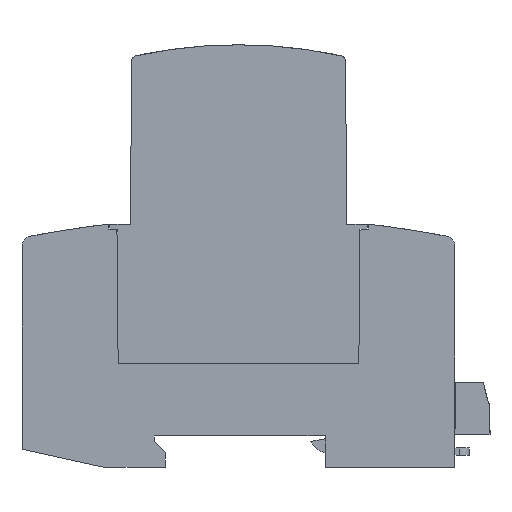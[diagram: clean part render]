
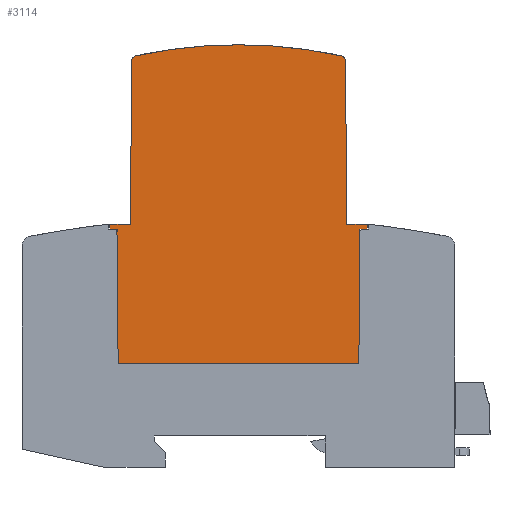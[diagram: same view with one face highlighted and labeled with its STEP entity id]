
A CAD part, left-side view. The second image highlights one B-rep face of the part: STEP entity #3114.
In plain terms, the highlighted planar face has unit normal (-1, 0, 0).
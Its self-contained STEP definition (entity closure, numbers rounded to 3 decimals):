
#3114=ADVANCED_FACE('',(#6342),#6343,.F.);
#6342=FACE_OUTER_BOUND('',#9599,.T.);
#6343=PLANE('',#9600);
#9599=EDGE_LOOP('',(#19266,#19267,#19268,#19269,#19270,#19271,#19272,#19273,#19274,#19275,#19276,#19277,#19278,#19279,#19280,#19281,#19282,#19283,#19284,#19285,#19286));
#9600=AXIS2_PLACEMENT_3D('',#19287,#19288,#19289);
#19266=ORIENTED_EDGE('',*,*,#23615,.F.);
#19267=ORIENTED_EDGE('',*,*,#23579,.F.);
#19268=ORIENTED_EDGE('',*,*,#19762,.F.);
#19269=ORIENTED_EDGE('',*,*,#23584,.F.);
#19270=ORIENTED_EDGE('',*,*,#23544,.T.);
#19271=ORIENTED_EDGE('',*,*,#23588,.F.);
#19272=ORIENTED_EDGE('',*,*,#23591,.T.);
#19273=ORIENTED_EDGE('',*,*,#21963,.F.);
#19274=ORIENTED_EDGE('',*,*,#22818,.T.);
#19275=ORIENTED_EDGE('',*,*,#23595,.F.);
#19276=ORIENTED_EDGE('',*,*,#23621,.F.);
#19277=ORIENTED_EDGE('',*,*,#23622,.F.);
#19278=ORIENTED_EDGE('',*,*,#23623,.F.);
#19279=ORIENTED_EDGE('',*,*,#23624,.F.);
#19280=ORIENTED_EDGE('',*,*,#23625,.F.);
#19281=ORIENTED_EDGE('',*,*,#23599,.F.);
#19282=ORIENTED_EDGE('',*,*,#23603,.T.);
#19283=ORIENTED_EDGE('',*,*,#23626,.F.);
#19284=ORIENTED_EDGE('',*,*,#23608,.T.);
#19285=ORIENTED_EDGE('',*,*,#23612,.F.);
#19286=ORIENTED_EDGE('',*,*,#23549,.T.);
#19287=CARTESIAN_POINT('',(-26.55,45.011,52.739));
#19288=DIRECTION('',(1.0,0.0,0.));
#19289=DIRECTION('',(0.,0.0,-1.0));
#19762=EDGE_CURVE('',#23852,#23854,#23855,.T.);
#21963=EDGE_CURVE('',#27276,#27278,#27279,.T.);
#22818=EDGE_CURVE('',#27276,#28497,#28499,.T.);
#23544=EDGE_CURVE('',#29534,#29532,#29535,.T.);
#23549=EDGE_CURVE('',#29543,#29541,#29544,.T.);
#23579=EDGE_CURVE('',#23854,#29583,#29584,.T.);
#23584=EDGE_CURVE('',#29534,#23852,#29590,.T.);
#23588=EDGE_CURVE('',#29594,#29532,#29596,.T.);
#23591=EDGE_CURVE('',#29594,#27278,#29599,.T.);
#23595=EDGE_CURVE('',#29603,#28497,#29605,.T.);
#23599=EDGE_CURVE('',#29610,#29612,#29613,.T.);
#23603=EDGE_CURVE('',#29610,#29616,#29619,.T.);
#23608=EDGE_CURVE('',#29627,#29625,#29628,.T.);
#23612=EDGE_CURVE('',#29543,#29625,#29632,.T.);
#23615=EDGE_CURVE('',#29583,#29541,#29635,.T.);
#23621=EDGE_CURVE('',#29641,#29603,#29642,.T.);
#23622=EDGE_CURVE('',#29643,#29641,#29644,.T.);
#23623=EDGE_CURVE('',#29645,#29643,#29646,.T.);
#23624=EDGE_CURVE('',#29647,#29645,#29648,.T.);
#23625=EDGE_CURVE('',#29612,#29647,#29649,.T.);
#23626=EDGE_CURVE('',#29627,#29616,#29650,.T.);
#23852=VERTEX_POINT('',#30357);
#23854=VERTEX_POINT('',#30360);
#23855=CIRCLE('',#30361,100.);
#27276=VERTEX_POINT('',#36653);
#27278=VERTEX_POINT('',#36656);
#27279=LINE('',#36657,#36658);
#28497=VERTEX_POINT('',#38641);
#28499=LINE('',#38644,#38645);
#29532=VERTEX_POINT('',#40280);
#29534=VERTEX_POINT('',#40283);
#29535=LINE('',#40284,#40285);
#29541=VERTEX_POINT('',#40293);
#29543=VERTEX_POINT('',#40296);
#29544=LINE('',#40297,#40298);
#29583=VERTEX_POINT('',#40429);
#29584=CIRCLE('',#40430,100.);
#29590=CIRCLE('',#40437,1.);
#29594=VERTEX_POINT('',#40442);
#29596=LINE('',#40445,#40446);
#29599=LINE('',#40450,#40451);
#29603=VERTEX_POINT('',#40456);
#29605=LINE('',#40459,#40460);
#29610=VERTEX_POINT('',#40466);
#29612=VERTEX_POINT('',#40469);
#29613=LINE('',#40470,#40471);
#29616=VERTEX_POINT('',#40475);
#29619=LINE('',#40479,#40480);
#29625=VERTEX_POINT('',#40488);
#29627=VERTEX_POINT('',#40491);
#29628=LINE('',#40492,#40493);
#29632=LINE('',#40499,#40500);
#29635=CIRCLE('',#40503,1.);
#29641=VERTEX_POINT('',#40512);
#29642=LINE('',#40513,#40514);
#29643=VERTEX_POINT('',#40515);
#29644=LINE('',#40516,#40517);
#29645=VERTEX_POINT('',#40518);
#29646=LINE('',#40519,#40520);
#29647=VERTEX_POINT('',#40521);
#29648=LINE('',#40522,#40523);
#29649=LINE('',#40524,#40525);
#29650=LINE('',#40526,#40527);
#30357=CARTESIAN_POINT('',(-26.55,66.401,85.493));
#30360=CARTESIAN_POINT('',(-26.55,45.,87.81));
#30361=AXIS2_PLACEMENT_3D('',#40865,#40866,#40867);
#36653=CARTESIAN_POINT('',(-26.55,70.5,49.5));
#36656=CARTESIAN_POINT('',(-26.55,71.75,49.5));
#36657=CARTESIAN_POINT('',(-26.55,58.131,49.5));
#36658=VECTOR('',#43263,1.0);
#38641=CARTESIAN_POINT('',(-26.55,70.08,49.5));
#38644=CARTESIAN_POINT('',(-26.55,71.75,49.5));
#38645=VECTOR('',#44056,1.0);
#40280=CARTESIAN_POINT('',(-26.55,67.484,50.5));
#40283=CARTESIAN_POINT('',(-26.55,67.187,84.525));
#40284=CARTESIAN_POINT('',(-26.55,67.187,84.525));
#40285=VECTOR('',#44741,1.0);
#40293=CARTESIAN_POINT('',(-26.55,22.767,84.515));
#40296=CARTESIAN_POINT('',(-26.55,22.47,50.5));
#40297=CARTESIAN_POINT('',(-26.55,22.47,50.5));
#40298=VECTOR('',#44745,1.);
#40429=CARTESIAN_POINT('',(-26.55,23.552,85.483));
#40430=AXIS2_PLACEMENT_3D('',#44765,#44766,#44767);
#40437=AXIS2_PLACEMENT_3D('',#44775,#44776,#44777);
#40442=CARTESIAN_POINT('',(-26.55,71.75,50.5));
#40445=CARTESIAN_POINT('',(-26.55,71.75,50.5));
#40446=VECTOR('',#44780,1.0);
#40450=CARTESIAN_POINT('',(-26.55,71.75,50.5));
#40451=VECTOR('',#44782,1.0);
#40456=CARTESIAN_POINT('',(-26.55,70.077,49.077));
#40459=CARTESIAN_POINT('',(-26.55,70.077,49.077));
#40460=VECTOR('',#44785,1.);
#40466=CARTESIAN_POINT('',(-26.55,19.873,49.5));
#40469=CARTESIAN_POINT('',(-26.55,19.877,49.123));
#40470=CARTESIAN_POINT('',(-26.55,19.873,49.5));
#40471=VECTOR('',#44788,1.);
#40475=CARTESIAN_POINT('',(-26.55,19.5,49.5));
#40479=CARTESIAN_POINT('',(-26.55,19.873,49.5));
#40480=VECTOR('',#44791,1.0);
#40488=CARTESIAN_POINT('',(-26.55,18.25,50.5));
#40491=CARTESIAN_POINT('',(-26.55,18.25,49.5));
#40492=CARTESIAN_POINT('',(-26.55,18.25,49.5));
#40493=VECTOR('',#44795,1.0);
#40499=CARTESIAN_POINT('',(-26.55,22.47,50.5));
#40500=VECTOR('',#44798,1.0);
#40503=AXIS2_PLACEMENT_3D('',#44802,#44803,#44804);
#40512=CARTESIAN_POINT('',(-26.55,70.26,49.26));
#40513=CARTESIAN_POINT('',(-26.55,70.26,49.26));
#40514=VECTOR('',#44808,1.0);
#40515=CARTESIAN_POINT('',(-26.55,70.018,21.5));
#40516=CARTESIAN_POINT('',(-26.55,70.214,43.949));
#40517=VECTOR('',#44809,1.0);
#40518=CARTESIAN_POINT('',(-26.55,19.982,21.5));
#40519=CARTESIAN_POINT('',(-26.55,45.006,21.5));
#40520=VECTOR('',#44810,1.0);
#40521=CARTESIAN_POINT('',(-26.55,19.74,49.26));
#40522=CARTESIAN_POINT('',(-26.55,19.786,43.949));
#40523=VECTOR('',#44811,1.0);
#40524=CARTESIAN_POINT('',(-26.55,19.877,49.123));
#40525=VECTOR('',#44812,1.0);
#40526=CARTESIAN_POINT('',(-26.55,31.881,49.5));
#40527=VECTOR('',#44813,1.0);
#40865=CARTESIAN_POINT('',(-26.55,45.,-12.19));
#40866=DIRECTION('',(1.0,0.0,0.));
#40867=DIRECTION('',(0.,0.0,-1.0));
#43263=DIRECTION('',(0.0,1.0,0.0));
#44056=DIRECTION('',(0.0,-1.0,0.0));
#44741=DIRECTION('',(0.,0.009,-1.));
#44745=DIRECTION('',(0.,0.009,1.));
#44765=CARTESIAN_POINT('',(-26.55,45.,-12.19));
#44766=DIRECTION('',(1.0,0.0,0.));
#44767=DIRECTION('',(0.,0.0,-1.0));
#44775=CARTESIAN_POINT('',(-26.55,66.187,84.516));
#44776=DIRECTION('',(1.0,0.0,0.));
#44777=DIRECTION('',(0.,0.0,-1.0));
#44780=DIRECTION('',(0.0,-1.0,0.0));
#44782=DIRECTION('',(0.,0.0,-1.0));
#44785=DIRECTION('',(0.,0.009,1.));
#44788=DIRECTION('',(0.,0.009,-1.));
#44791=DIRECTION('',(0.0,-1.0,0.0));
#44795=DIRECTION('',(0.,0.0,1.0));
#44798=DIRECTION('',(0.0,-1.0,0.0));
#44802=CARTESIAN_POINT('',(-26.55,23.767,84.506));
#44803=DIRECTION('',(1.0,0.0,0.));
#44804=DIRECTION('',(0.,0.0,-1.0));
#44808=DIRECTION('',(0.,-0.707,-0.707));
#44809=DIRECTION('',(0.,0.009,1.));
#44810=DIRECTION('',(0.0,1.0,0.0));
#44811=DIRECTION('',(0.,0.009,-1.));
#44812=DIRECTION('',(0.,-0.707,0.707));
#44813=DIRECTION('',(0.0,1.0,0.0));
